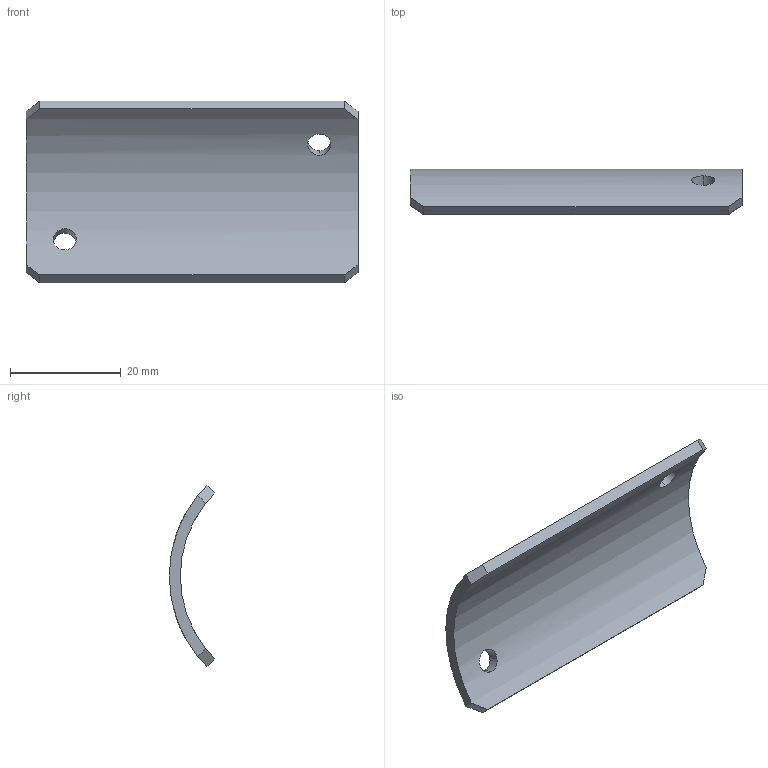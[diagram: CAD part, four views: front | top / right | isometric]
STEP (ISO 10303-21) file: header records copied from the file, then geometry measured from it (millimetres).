
FILE_DESCRIPTION (( 'STEP AP203' ), '1' );
FILE_NAME ('3D_GC2152_42.4x60_188621140.STEP', '2024-09-26T06:22:59', ( '' ), ( '' ), 'SwSTEP 2.0', 'SolidWorks 2024', '' );
FILE_SCHEMA (( 'CONFIG_CONTROL_DESIGN' ));
Length unit declared in the file: millimetre
Products named in the file (1): 3D_GC2152_42.4x60_188621140
Bounding box: 60 x 8.22 x 32.83 mm (x, y, z)
Volume: 4107.4 mm3; surface area: 4528.2 mm2
Topology: 1 solids, 1 shells, 14 faces, 36 edges, 24 vertices
Faces by surface type: plane 8, cylinder 6
Entity records: 709 total; most frequent: CARTESIAN_POINT 315, ORIENTED_EDGE 72, DIRECTION 54, EDGE_CURVE 36, VERTEX_POINT 24, AXIS2_PLACEMENT_3D 19, EDGE_LOOP 18, LINE 16
